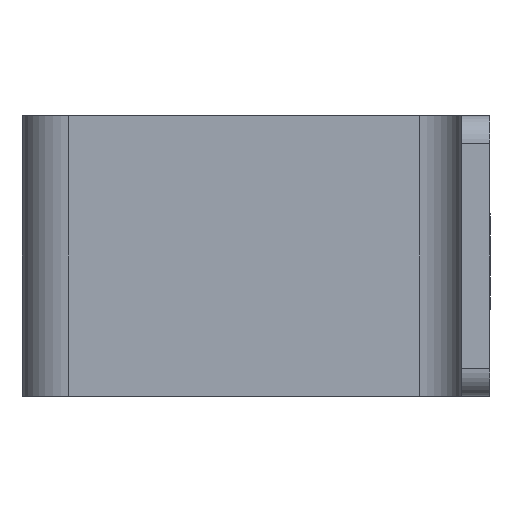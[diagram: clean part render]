
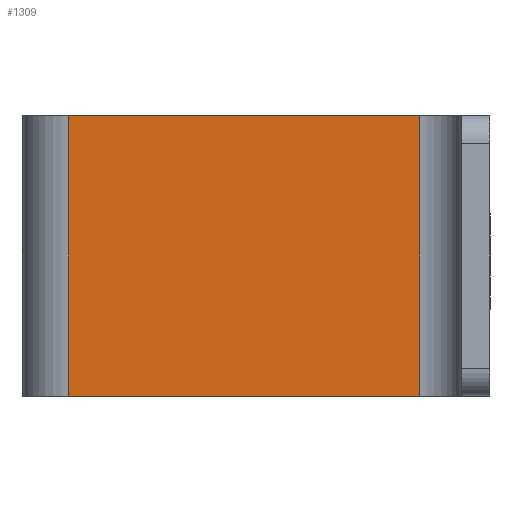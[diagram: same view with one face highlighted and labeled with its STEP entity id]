
A CAD part, left-side view. The second image highlights one B-rep face of the part: STEP entity #1309.
In plain terms, the highlighted planar face has unit normal (-1, 0, 0).
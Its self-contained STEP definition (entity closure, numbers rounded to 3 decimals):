
#47 = VERTEX_POINT ( 'NONE', #967 ) ;
#64 = VECTOR ( 'NONE', #998, 1000. ) ;
#72 = CARTESIAN_POINT ( 'NONE',  ( -100., 42., -15. ) ) ;
#115 = VECTOR ( 'NONE', #436, 1000. ) ;
#122 = DIRECTION ( 'NONE',  ( 0., -1., 0. ) ) ;
#128 = ORIENTED_EDGE ( 'NONE', *, *, #472, .T. ) ;
#137 = CARTESIAN_POINT ( 'NONE',  ( -100., 42., -15. ) ) ;
#219 = CARTESIAN_POINT ( 'NONE',  ( -100., 4.5, -15. ) ) ;
#256 = AXIS2_PLACEMENT_3D ( 'NONE', #1654, #1527, #357 ) ;
#357 = DIRECTION ( 'NONE',  ( 0., -1., 0. ) ) ;
#436 = DIRECTION ( 'NONE',  ( 0., 0., 1. ) ) ;
#463 = LINE ( 'NONE', #481, #64 ) ;
#472 = EDGE_CURVE ( 'NONE', #1232, #47, #1196, .T. ) ;
#481 = CARTESIAN_POINT ( 'NONE',  ( -100., 47., -15. ) ) ;
#493 = FACE_OUTER_BOUND ( 'NONE', #1219, .T. ) ;
#513 = VERTEX_POINT ( 'NONE', #822 ) ;
#627 = ORIENTED_EDGE ( 'NONE', *, *, #1275, .F. ) ;
#652 = ORIENTED_EDGE ( 'NONE', *, *, #669, .T. ) ;
#669 = EDGE_CURVE ( 'NONE', #1440, #1232, #463, .T. ) ;
#721 = LINE ( 'NONE', #72, #1218 ) ;
#751 = LINE ( 'NONE', #1153, #1042 ) ;
#822 = CARTESIAN_POINT ( 'NONE',  ( -100., 42., 15. ) ) ;
#920 = EDGE_CURVE ( 'NONE', #513, #47, #751, .T. ) ;
#967 = CARTESIAN_POINT ( 'NONE',  ( -100., 4.5, 15. ) ) ;
#998 = DIRECTION ( 'NONE',  ( 0., -1., 0. ) ) ;
#1013 = PLANE ( 'NONE',  #256 ) ;
#1042 = VECTOR ( 'NONE', #122, 1000. ) ;
#1064 = CARTESIAN_POINT ( 'NONE',  ( -100., 4.5, -15. ) ) ;
#1130 = DIRECTION ( 'NONE',  ( 0., 0., 1. ) ) ;
#1153 = CARTESIAN_POINT ( 'NONE',  ( -100., 47., 15. ) ) ;
#1196 = LINE ( 'NONE', #1064, #115 ) ;
#1218 = VECTOR ( 'NONE', #1130, 1000. ) ;
#1219 = EDGE_LOOP ( 'NONE', ( #1354, #627, #652, #128 ) ) ;
#1232 = VERTEX_POINT ( 'NONE', #219 ) ;
#1275 = EDGE_CURVE ( 'NONE', #1440, #513, #721, .T. ) ;
#1309 = ADVANCED_FACE ( 'NONE', ( #493 ), #1013, .T. ) ;
#1354 = ORIENTED_EDGE ( 'NONE', *, *, #920, .F. ) ;
#1440 = VERTEX_POINT ( 'NONE', #137 ) ;
#1527 = DIRECTION ( 'NONE',  ( -1., 0., 0. ) ) ;
#1654 = CARTESIAN_POINT ( 'NONE',  ( -100., 47., -15. ) ) ;
